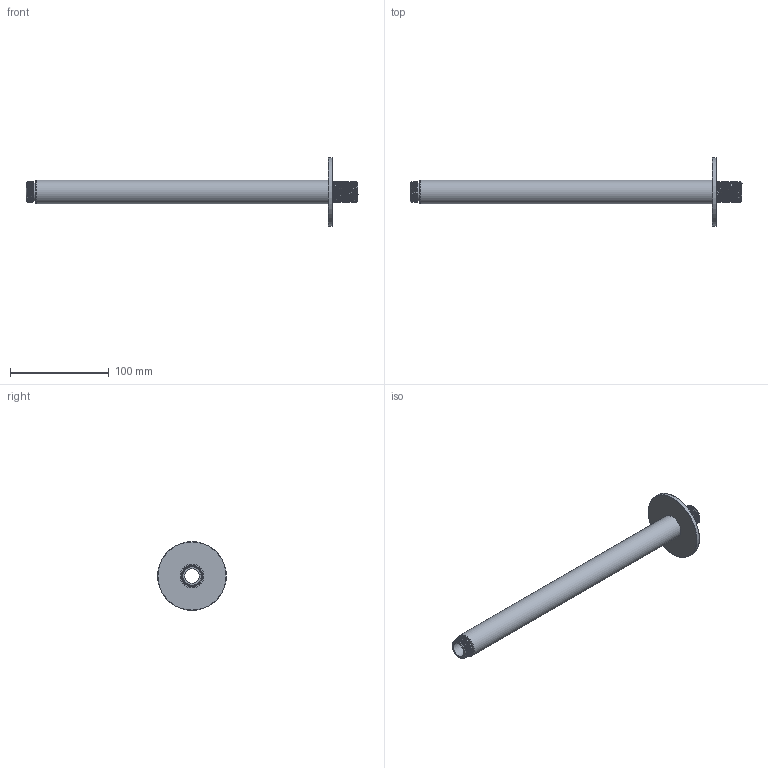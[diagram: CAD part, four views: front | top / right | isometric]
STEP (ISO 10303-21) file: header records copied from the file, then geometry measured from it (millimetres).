
FILE_DESCRIPTION(/* description */ ('Unknown'),/* implementation_level */ '2;1');
FILE_NAME(/* name */ 'AC453-00',/* time_stamp */ '2023-11-03T16:46:49+01:00',/* author */ ('Unknown'),/* organization */ ('Unknown'),/* preprocessor_version */ 'ST-DEVELOPER v18.102',/* originating_system */ 'Solid Edge',/* authorisation */ 'Unknown');
FILE_SCHEMA (('AUTOMOTIVE_DESIGN { 1 0 10303 214 3 1 1 }','TECHNICAL_DATA_PACKAGING','MODEL_BASED_INTEGRATED_MANUFACTURING_SCHEMA','AP242_MANAGED_MODEL_BASED_3D_ENGINEERING_MIM_LF { 1 0 10303 442 1 1 4 }','AUTOMOTIVE_DESIGN {1 0 10303 214 3 1 1}'));
Length unit declared in the file: millimetre
Products named in the file (3): AC453-00; AC452-02; AC453-01
Assembly tree (2 placements, depth 2):
  AC453-00
    AC452-02
    AC453-01
Bounding box: 336 x 69.69 x 69.69 mm (x, y, z)
Volume: 52866.5 mm3; surface area: 60779.4 mm2
Topology: 4 solids, 4 shells, 126 faces, 275 edges, 167 vertices
Faces by surface type: bspline 37, plane 28, cylinder 19, sphere 16, torus 13, cone 13
Full cylindrical faces by diameter (mm): 15 x2, 18.5 x2, 20.9 x2, 21 x1, 21.8 x1, 24 x1
Entity records: 8047 total; most frequent: CARTESIAN_POINT 5603, ORIENTED_EDGE 490, DIRECTION 426, EDGE_CURVE 245, AXIS2_PLACEMENT_3D 199, EDGE_LOOP 163, FACE_BOUND 163, VERTEX_POINT 156
